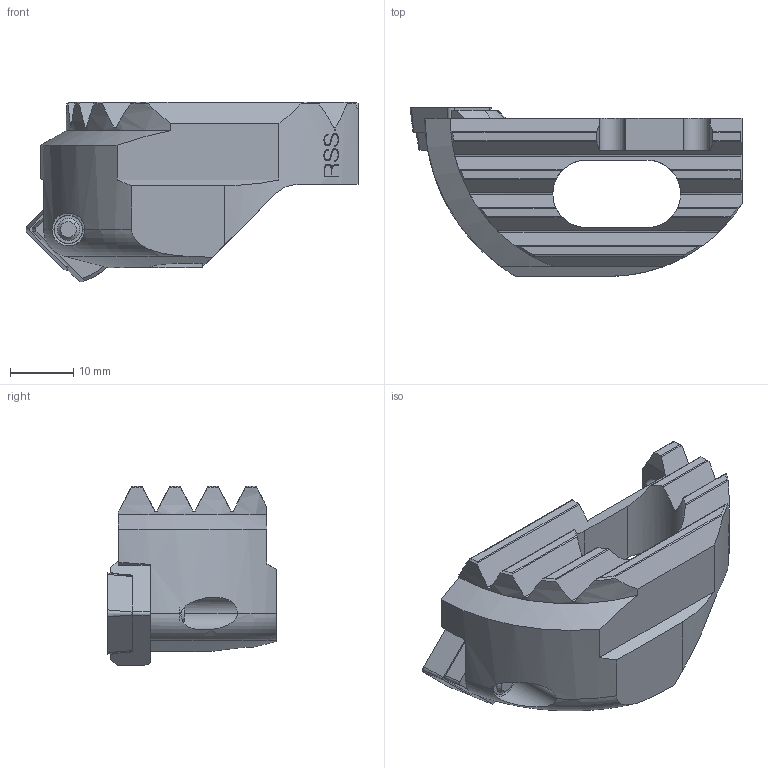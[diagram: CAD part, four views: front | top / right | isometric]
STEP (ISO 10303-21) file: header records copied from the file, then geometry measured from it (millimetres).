
FILE_DESCRIPTION(('no description'),'unknown implementation level');
FILE_NAME('E6D6E0D4-A9DE-4FFA-ADE6-EA14B7D7402F_export.stp',' ',('CIMSOURCE GmbH'),('CADClick - KiM GmbH - www.kimweb.de'),'unknown preprocess','ACIS','unknown authorization');
FILE_SCHEMA(('automotive_design'));
Length unit declared in the file: millimetre
Products named in the file (5): 639.192 Kaiser  FM SW53 SC09|654.250 Kaiser SCMT 09T308 P20C;Kombinieren1; 639.192 Kaiser  FM SW53 SC09|639.192 Kaiser FM SW53 SC09;Linear austragen14; 639.192 Kaiser  FM SW53 SC09|695.101 Kaiser ETL PLE SC09|694.138 Kasier ETL M3.5x12 T15 IP 10S;Schnitt-Linear austragen2; 639.192 Kaiser  FM SW53 SC09|695.101 Kaiser ETL PLE SC09|691.756 Kaiser Gewindeb�chse SC09;Fase1; 639.192 Kaiser  FM SW53 SC09|695.101 Kaiser ETL PLE SC09|695.101 Kaiser ETL PLE SC09;Verrundung1
Bounding box: 52.34 x 26.62 x 28.38 mm (x, y, z)
Volume: 13743.2 mm3; surface area: 7158.4 mm2
Topology: 5 solids, 5 shells, 434 faces, 1169 edges, 766 vertices
Faces by surface type: plane 189, bspline 110, cylinder 88, cone 32, sphere 8, torus 7
Entity records: 38603 total; most frequent: CARTESIAN_POINT 15295, STYLED_ITEM 2374, PRESENTATION_STYLE_ASSIGNMENT 2374, COLOUR_RGB 2374, ORIENTED_EDGE 2338, DIRECTION 1711, EDGE_CURVE 1169, CURVE_STYLE 1169
